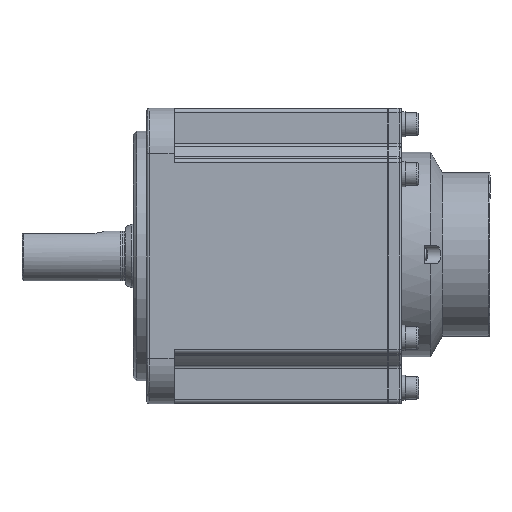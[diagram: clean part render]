
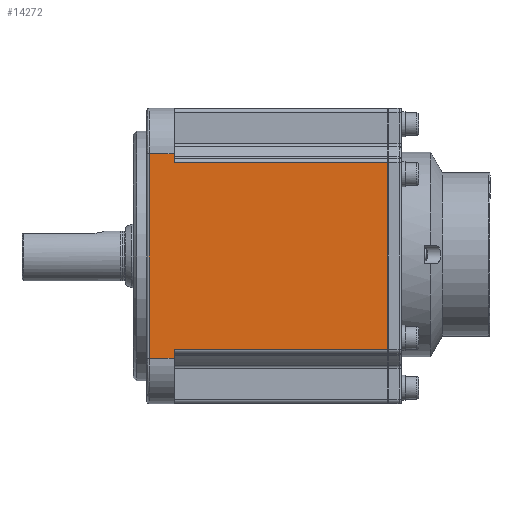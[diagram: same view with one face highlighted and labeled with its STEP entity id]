
A CAD part, front view. The second image highlights one B-rep face of the part: STEP entity #14272.
In plain terms, the highlighted planar face has unit normal (0, -1, 0).
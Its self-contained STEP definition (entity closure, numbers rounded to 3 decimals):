
#930 = CARTESIAN_POINT ( 'NONE',  ( -287.23, 44.96, 74.525 ) ) ;
#1102 = ORIENTED_EDGE ( 'NONE', *, *, #59704, .T. ) ;
#2192 = DIRECTION ( 'NONE',  ( 0., 0., 1. ) ) ;
#3115 = DIRECTION ( 'NONE',  ( 0., 0., 1. ) ) ;
#4711 = DIRECTION ( 'NONE',  ( 0., 0., 1. ) ) ;
#6260 = DIRECTION ( 'NONE',  ( -1., 0., 0. ) ) ;
#7574 = LINE ( 'NONE', #930, #62454 ) ;
#7637 = ORIENTED_EDGE ( 'NONE', *, *, #53036, .T. ) ;
#7698 = VECTOR ( 'NONE', #15812, 1000. ) ;
#7883 = EDGE_LOOP ( 'NONE', ( #31691, #28823, #1102, #53876, #10171, #63859, #7637, #49925 ) ) ;
#8896 = DIRECTION ( 'NONE',  ( 1., 0., 0. ) ) ;
#10171 = ORIENTED_EDGE ( 'NONE', *, *, #55588, .T. ) ;
#10431 = CARTESIAN_POINT ( 'NONE',  ( -287.23, 44.96, 78.525 ) ) ;
#11542 = CARTESIAN_POINT ( 'NONE',  ( -1.182, 44.96, 74.525 ) ) ;
#14272 = ADVANCED_FACE ( 'NONE', ( #62779 ), #30684, .T. ) ;
#14310 = VERTEX_POINT ( 'NONE', #17807 ) ;
#14591 = AXIS2_PLACEMENT_3D ( 'NONE', #29295, #28120, #27531 ) ;
#15812 = DIRECTION ( 'NONE',  ( -1., 0., 0. ) ) ;
#15926 = CARTESIAN_POINT ( 'NONE',  ( -95.182, 44.96, 74.525 ) ) ;
#17523 = VERTEX_POINT ( 'NONE', #11542 ) ;
#17807 = CARTESIAN_POINT ( 'NONE',  ( -95.182, 44.96, 78.525 ) ) ;
#22741 = DIRECTION ( 'NONE',  ( 0., 0., -1. ) ) ;
#23695 = LINE ( 'NONE', #65771, #48539 ) ;
#24926 = VERTEX_POINT ( 'NONE', #15926 ) ;
#25923 = LINE ( 'NONE', #45955, #52382 ) ;
#26060 = VERTEX_POINT ( 'NONE', #41076 ) ;
#27076 = VECTOR ( 'NONE', #22741, 1000. ) ;
#27531 = DIRECTION ( 'NONE',  ( 0., 0., -1. ) ) ;
#28120 = DIRECTION ( 'NONE',  ( 0., -1., 0. ) ) ;
#28541 = CARTESIAN_POINT ( 'NONE',  ( -287.23, 44.96, -11.475 ) ) ;
#28823 = ORIENTED_EDGE ( 'NONE', *, *, #51623, .T. ) ;
#29213 = CARTESIAN_POINT ( 'NONE',  ( -106.182, 44.96, 78.525 ) ) ;
#29295 = CARTESIAN_POINT ( 'NONE',  ( -287.23, 44.96, 74.525 ) ) ;
#30684 = PLANE ( 'NONE',  #14591 ) ;
#31691 = ORIENTED_EDGE ( 'NONE', *, *, #51818, .T. ) ;
#32013 = VERTEX_POINT ( 'NONE', #42938 ) ;
#33686 = LINE ( 'NONE', #63072, #58388 ) ;
#34376 = VERTEX_POINT ( 'NONE', #59149 ) ;
#36460 = VECTOR ( 'NONE', #8896, 1000. ) ;
#41076 = CARTESIAN_POINT ( 'NONE',  ( -95.182, 44.96, -11.475 ) ) ;
#41231 = LINE ( 'NONE', #48921, #27076 ) ;
#42938 = CARTESIAN_POINT ( 'NONE',  ( -1.182, 44.96, -7.475 ) ) ;
#44946 = VERTEX_POINT ( 'NONE', #64591 ) ;
#45955 = CARTESIAN_POINT ( 'NONE',  ( -1.182, 44.96, 74.525 ) ) ;
#46155 = CARTESIAN_POINT ( 'NONE',  ( -287.23, 44.96, -7.475 ) ) ;
#47727 = VECTOR ( 'NONE', #60231, 1000. ) ;
#48539 = VECTOR ( 'NONE', #2192, 1000. ) ;
#48921 = CARTESIAN_POINT ( 'NONE',  ( -106.182, 44.96, 74.525 ) ) ;
#49925 = ORIENTED_EDGE ( 'NONE', *, *, #52618, .T. ) ;
#51623 = EDGE_CURVE ( 'NONE', #34376, #26060, #61852, .T. ) ;
#51818 = EDGE_CURVE ( 'NONE', #62389, #34376, #41231, .T. ) ;
#52032 = LINE ( 'NONE', #46155, #36460 ) ;
#52382 = VECTOR ( 'NONE', #3115, 1000. ) ;
#52618 = EDGE_CURVE ( 'NONE', #14310, #62389, #64195, .T. ) ;
#53036 = EDGE_CURVE ( 'NONE', #24926, #14310, #33686, .T. ) ;
#53876 = ORIENTED_EDGE ( 'NONE', *, *, #56620, .T. ) ;
#54784 = EDGE_CURVE ( 'NONE', #17523, #24926, #7574, .T. ) ;
#55588 = EDGE_CURVE ( 'NONE', #32013, #17523, #25923, .T. ) ;
#56620 = EDGE_CURVE ( 'NONE', #44946, #32013, #52032, .T. ) ;
#58388 = VECTOR ( 'NONE', #4711, 1000. ) ;
#59149 = CARTESIAN_POINT ( 'NONE',  ( -106.182, 44.96, -11.475 ) ) ;
#59704 = EDGE_CURVE ( 'NONE', #26060, #44946, #23695, .T. ) ;
#60231 = DIRECTION ( 'NONE',  ( 1., 0., 0. ) ) ;
#61852 = LINE ( 'NONE', #28541, #47727 ) ;
#62389 = VERTEX_POINT ( 'NONE', #29213 ) ;
#62454 = VECTOR ( 'NONE', #6260, 1000. ) ;
#62779 = FACE_OUTER_BOUND ( 'NONE', #7883, .T. ) ;
#63072 = CARTESIAN_POINT ( 'NONE',  ( -95.182, 44.96, 74.525 ) ) ;
#63859 = ORIENTED_EDGE ( 'NONE', *, *, #54784, .T. ) ;
#64195 = LINE ( 'NONE', #10431, #7698 ) ;
#64591 = CARTESIAN_POINT ( 'NONE',  ( -95.182, 44.96, -7.475 ) ) ;
#65771 = CARTESIAN_POINT ( 'NONE',  ( -95.182, 44.96, 74.525 ) ) ;
